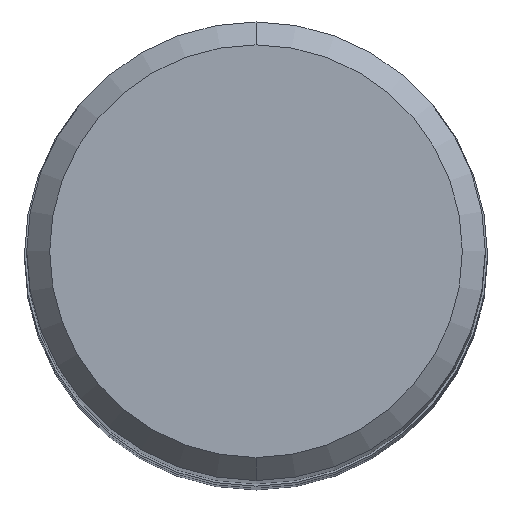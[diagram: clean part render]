
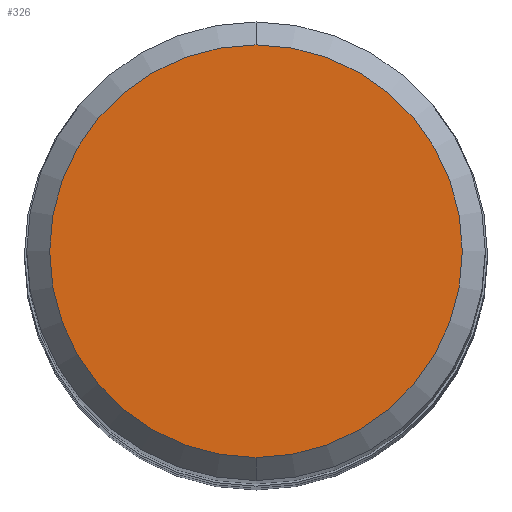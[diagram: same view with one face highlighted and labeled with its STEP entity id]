
A CAD part, top view. The second image highlights one B-rep face of the part: STEP entity #326.
In plain terms, the highlighted planar face has unit normal (0, 0, 1).
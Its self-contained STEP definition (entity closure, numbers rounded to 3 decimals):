
#188=VERTEX_POINT('',#481);
#252=EDGE_CURVE('',#188,#290,#554,.T.);
#290=VERTEX_POINT('',#593);
#326=ADVANCED_FACE('',(#631),#632,.T.);
#430=EDGE_CURVE('',#290,#188,#751,.T.);
#481=CARTESIAN_POINT('',(0.,-4.5,0.0));
#554=CIRCLE('',#943,4.5);
#593=CARTESIAN_POINT('',(0.0,4.5,0.0));
#631=FACE_OUTER_BOUND('',#1155,.T.);
#632=PLANE('',#1156);
#751=CIRCLE('',#1400,4.5);
#943=AXIS2_PLACEMENT_3D('',#1528,#1529,#1530);
#1155=EDGE_LOOP('',(#1592,#1593));
#1156=AXIS2_PLACEMENT_3D('',#1594,#1595,#1596);
#1400=AXIS2_PLACEMENT_3D('',#1743,#1744,#1745);
#1528=CARTESIAN_POINT('',(0.0,0.0,0.0));
#1529=DIRECTION('',(0.0,0.0,-1.0));
#1530=DIRECTION('',(0.0,1.0,0.0));
#1592=ORIENTED_EDGE('',*,*,#430,.F.);
#1593=ORIENTED_EDGE('',*,*,#252,.F.);
#1594=CARTESIAN_POINT('',(0.0,2.25,0.0));
#1595=DIRECTION('',(-0.0,0.0,1.0));
#1596=DIRECTION('',(0.0,-1.0,0.0));
#1743=CARTESIAN_POINT('',(0.0,0.0,0.0));
#1744=DIRECTION('',(0.0,0.0,-1.0));
#1745=DIRECTION('',(0.0,1.0,0.0));
